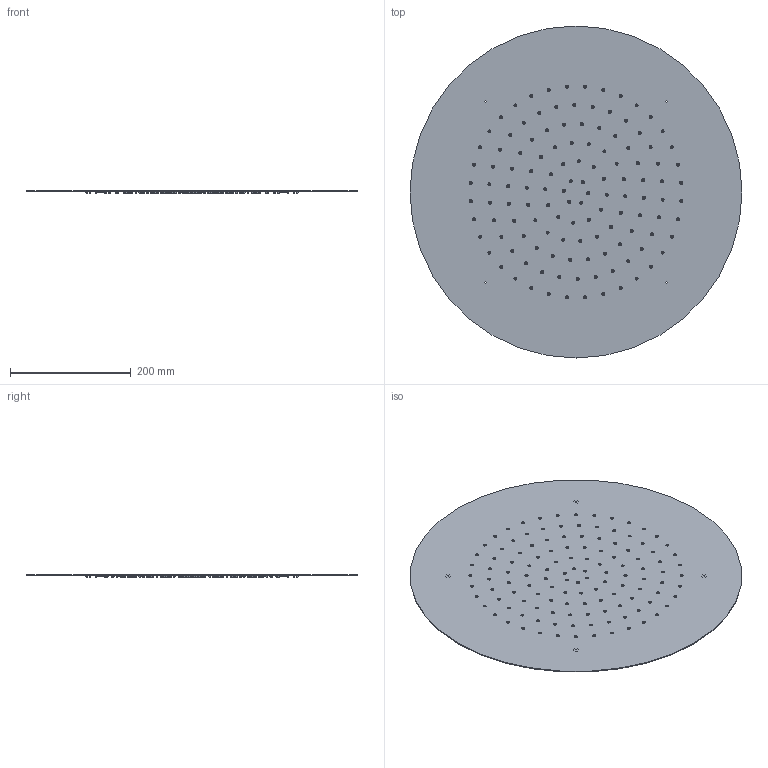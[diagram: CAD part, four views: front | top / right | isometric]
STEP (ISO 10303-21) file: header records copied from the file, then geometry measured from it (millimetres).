
FILE_DESCRIPTION((''),'2;1');
FILE_NAME('ZSOF304CR','2021-11-22T14:34:34',('ut3'),('PAFFONI SpA'),'CREO PARAMETRIC BY PTC INC, 2020044','CREO PARAMETRIC BY PTC INC, 2020044','');
FILE_SCHEMA(('CONFIG_CONTROL_DESIGN','SHAPE_APPEARANCE_LAYERS_GROUPS'));
Products named in the file (1): ZSOF304CR
Bounding box: 550 x 550 x 4.8 mm (x, y, z)
Volume: 357127.5 mm3; surface area: 487688.7 mm2
Topology: 1 solids, 1 shells, 1962 faces, 4478 edges, 2648 vertices
Faces by surface type: torus 1268, cylinder 538, plane 156
Entity records: 72426 total; most frequent: DIRECTION 12270, CARTESIAN_POINT 9088, ORIENTED_EDGE 8956, AXIS2_PLACEMENT_3D 5830, EDGE_CURVE 4478, CIRCLE 3868, VERTEX_POINT 2648, EDGE_LOOP 2352
